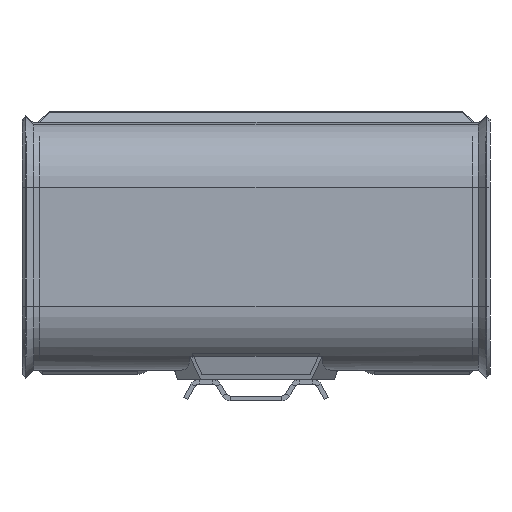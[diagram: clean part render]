
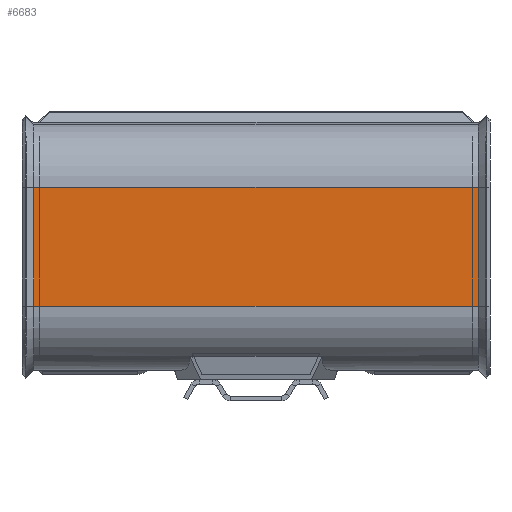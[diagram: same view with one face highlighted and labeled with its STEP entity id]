
A CAD part, front view. The second image highlights one B-rep face of the part: STEP entity #6683.
In plain terms, the highlighted planar face has unit normal (0, -1, 0).
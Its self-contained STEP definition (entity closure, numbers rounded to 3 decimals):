
#4425=DIRECTION('',(1.,0.,0.));
#4426=VECTOR('',#4425,188.);
#4427=CARTESIAN_POINT('',(-94.,-2.,-25.));
#4428=LINE('',#4427,#4426);
#4429=DIRECTION('',(1.,0.,0.));
#4430=VECTOR('',#4429,188.);
#4431=CARTESIAN_POINT('',(-94.,-2.,
-75.262));
#4432=LINE('',#4431,#4430);
#4568=DIRECTION('',(0.,0.,1.));
#4569=VECTOR('',#4568,50.262);
#4570=CARTESIAN_POINT('',(94.,-2.,
-75.262));
#4571=LINE('',#4570,#4569);
#5385=DIRECTION('',(0.,0.,-1.));
#5386=VECTOR('',#5385,50.262);
#5387=CARTESIAN_POINT('',(-94.,-2.,-25.));
#5388=LINE('',#5387,#5386);
#6582=CARTESIAN_POINT('',(94.,-2.,
-75.262));
#6584=VERTEX_POINT('',#6582);
#6586=CARTESIAN_POINT('',(94.,-2.,-25.));
#6587=VERTEX_POINT('',#6586);
#6601=CARTESIAN_POINT('',(-94.,-2.,-25.));
#6602=CARTESIAN_POINT('',(-94.,-2.,
-75.262));
#6603=VERTEX_POINT('',#6601);
#6604=VERTEX_POINT('',#6602);
#6669=CARTESIAN_POINT('',(100.,-2.,0.));
#6670=DIRECTION('',(0.,1.,0.));
#6671=DIRECTION('',(0.,0.,1.));
#6672=AXIS2_PLACEMENT_3D('',#6669,#6670,#6671);
#6673=PLANE('',#6672);
#6675=ORIENTED_EDGE('',*,*,#6674,.F.);
#6677=ORIENTED_EDGE('',*,*,#6676,.F.);
#6678=ORIENTED_EDGE('',*,*,#6651,.T.);
#6680=ORIENTED_EDGE('',*,*,#6679,.F.);
#6681=EDGE_LOOP('',(#6675,#6677,#6678,#6680));
#6682=FACE_OUTER_BOUND('',#6681,.F.);
#6683=ADVANCED_FACE('',(#6682),#6673,.F.);
#6651=EDGE_CURVE('',#6603,#6587,#4428,.T.);
#6674=EDGE_CURVE('',#6604,#6584,#4432,.T.);
#6676=EDGE_CURVE('',#6603,#6604,#5388,.T.);
#6679=EDGE_CURVE('',#6584,#6587,#4571,.T.);
